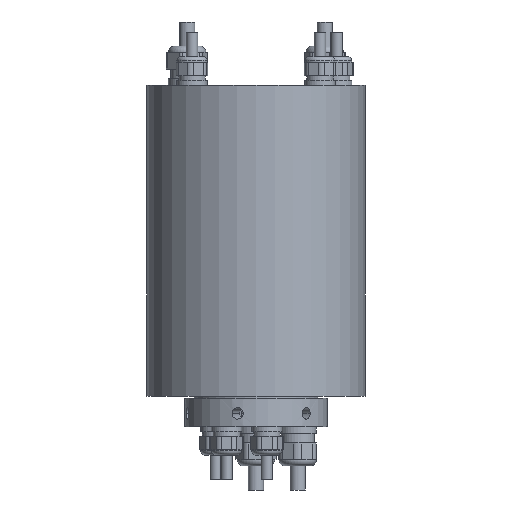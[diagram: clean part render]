
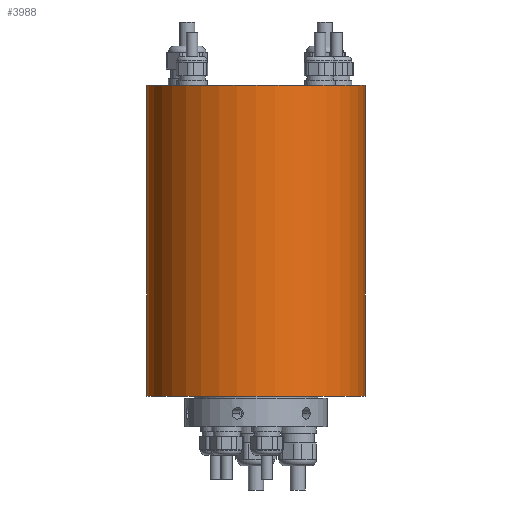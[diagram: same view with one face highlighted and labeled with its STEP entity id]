
A CAD part, front view. The second image highlights one B-rep face of the part: STEP entity #3988.
In plain terms, the highlighted cylindrical face has radius 57.5 mm (diameter 115 mm), a partial arc.
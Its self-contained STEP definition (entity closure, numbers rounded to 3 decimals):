
#250 = AXIS2_PLACEMENT_3D ( 'NONE', #2148, #9038, #12092 ) ;
#460 = VERTEX_POINT ( 'NONE', #1044 ) ;
#491 = CARTESIAN_POINT ( 'NONE',  ( 57.5, 0., 180. ) ) ;
#604 = CARTESIAN_POINT ( 'NONE',  ( 0., 0., 16. ) ) ;
#935 = FACE_OUTER_BOUND ( 'NONE', #4215, .T. ) ;
#1044 = CARTESIAN_POINT ( 'NONE',  ( 57.5, 0., 16. ) ) ;
#1171 = EDGE_CURVE ( 'NONE', #4826, #12577, #6197, .T. ) ;
#1379 = ORIENTED_EDGE ( 'NONE', *, *, #1171, .T. ) ;
#1614 = DIRECTION ( 'NONE',  ( 1., 0., 0. ) ) ;
#1967 = CARTESIAN_POINT ( 'NONE',  ( 0., 0., 180. ) ) ;
#2002 = EDGE_CURVE ( 'NONE', #8137, #460, #8357, .T. ) ;
#2148 = CARTESIAN_POINT ( 'NONE',  ( 0., 0., 180. ) ) ;
#2935 = EDGE_CURVE ( 'NONE', #12577, #460, #4297, .T. ) ;
#2961 = DIRECTION ( 'NONE',  ( 1., 0., 0. ) ) ;
#3817 = CARTESIAN_POINT ( 'NONE',  ( -57.5, 0., 180. ) ) ;
#3837 = CARTESIAN_POINT ( 'NONE',  ( -57.5, 0., 180. ) ) ;
#3988 = ADVANCED_FACE ( 'NONE', ( #935 ), #5886, .T. ) ;
#4215 = EDGE_LOOP ( 'NONE', ( #5030, #9527, #1379, #8516 ) ) ;
#4297 = CIRCLE ( 'NONE', #10364, 57.5 ) ;
#4826 = VERTEX_POINT ( 'NONE', #3817 ) ;
#5030 = ORIENTED_EDGE ( 'NONE', *, *, #2002, .F. ) ;
#5886 = CYLINDRICAL_SURFACE ( 'NONE', #250, 57.5 ) ;
#5930 = CARTESIAN_POINT ( 'NONE',  ( -57.5, 0., 16. ) ) ;
#6197 = LINE ( 'NONE', #3837, #11153 ) ;
#6426 = DIRECTION ( 'NONE',  ( 0., 0., -1. ) ) ;
#6865 = AXIS2_PLACEMENT_3D ( 'NONE', #1967, #8898, #2961 ) ;
#7356 = DIRECTION ( 'NONE',  ( 0., 0., -1. ) ) ;
#7529 = DIRECTION ( 'NONE',  ( 0., 0., 1. ) ) ;
#8137 = VERTEX_POINT ( 'NONE', #11960 ) ;
#8357 = LINE ( 'NONE', #491, #10978 ) ;
#8516 = ORIENTED_EDGE ( 'NONE', *, *, #2935, .T. ) ;
#8898 = DIRECTION ( 'NONE',  ( 0., 0., 1. ) ) ;
#9038 = DIRECTION ( 'NONE',  ( 0., 0., -1. ) ) ;
#9086 = EDGE_CURVE ( 'NONE', #4826, #8137, #12142, .T. ) ;
#9527 = ORIENTED_EDGE ( 'NONE', *, *, #9086, .F. ) ;
#10364 = AXIS2_PLACEMENT_3D ( 'NONE', #604, #7529, #1614 ) ;
#10978 = VECTOR ( 'NONE', #6426, 1000. ) ;
#11153 = VECTOR ( 'NONE', #7356, 1000. ) ;
#11960 = CARTESIAN_POINT ( 'NONE',  ( 57.5, 0., 180. ) ) ;
#12092 = DIRECTION ( 'NONE',  ( -1., 0., 0. ) ) ;
#12142 = CIRCLE ( 'NONE', #6865, 57.5 ) ;
#12577 = VERTEX_POINT ( 'NONE', #5930 ) ;
